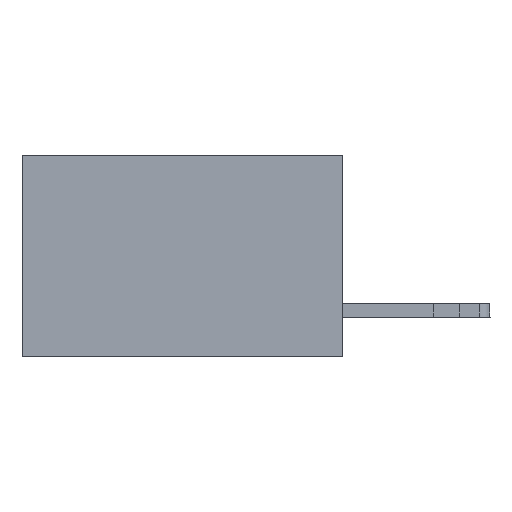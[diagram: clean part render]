
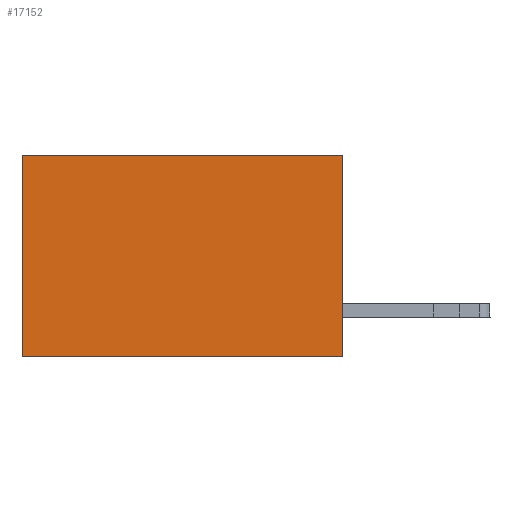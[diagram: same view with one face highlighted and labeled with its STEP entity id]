
A CAD part, left-side view. The second image highlights one B-rep face of the part: STEP entity #17152.
In plain terms, the highlighted planar face has unit normal (-1, 0, 0).
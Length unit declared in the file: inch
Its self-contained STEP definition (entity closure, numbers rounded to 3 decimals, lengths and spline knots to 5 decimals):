
#346 = LINE ( 'NONE', #6929, #11777 ) ;
#441 = EDGE_LOOP ( 'NONE', ( #8411, #3417, #13926, #19738 ) ) ;
#717 = FACE_OUTER_BOUND ( 'NONE', #441, .T. ) ;
#867 = EDGE_CURVE ( 'NONE', #10994, #8572, #11323, .T. ) ;
#1190 = CARTESIAN_POINT ( 'NONE',  ( 0.277, 0., -0.37 ) ) ;
#1508 = VECTOR ( 'NONE', #3094, 39.37008 ) ;
#1967 = CARTESIAN_POINT ( 'NONE',  ( 0.277, 0., 0. ) ) ;
#3094 = DIRECTION ( 'NONE',  ( 0., 1., 0. ) ) ;
#3125 = DIRECTION ( 'NONE',  ( 0., 0., -1. ) ) ;
#3309 = VERTEX_POINT ( 'NONE', #7864 ) ;
#3417 = ORIENTED_EDGE ( 'NONE', *, *, #15711, .F. ) ;
#4037 = EDGE_CURVE ( 'NONE', #10994, #9478, #7465, .T. ) ;
#4658 = CARTESIAN_POINT ( 'NONE',  ( 0.277, 0.59, -0.37 ) ) ;
#5707 = PLANE ( 'NONE',  #9070 ) ;
#5801 = VECTOR ( 'NONE', #6065, 39.37008 ) ;
#6065 = DIRECTION ( 'NONE',  ( 0., 0., -1. ) ) ;
#6170 = LINE ( 'NONE', #4658, #21212 ) ;
#6929 = CARTESIAN_POINT ( 'NONE',  ( 0.277, 0., -0.37 ) ) ;
#7309 = DIRECTION ( 'NONE',  ( 0., 0., -1. ) ) ;
#7465 = LINE ( 'NONE', #1190, #5801 ) ;
#7864 = CARTESIAN_POINT ( 'NONE',  ( 0.277, 0.59, -0.37 ) ) ;
#8411 = ORIENTED_EDGE ( 'NONE', *, *, #9987, .T. ) ;
#8572 = VERTEX_POINT ( 'NONE', #12629 ) ;
#9070 = AXIS2_PLACEMENT_3D ( 'NONE', #12389, #17573, #7309 ) ;
#9478 = VERTEX_POINT ( 'NONE', #9547 ) ;
#9547 = CARTESIAN_POINT ( 'NONE',  ( 0.277, 0., -0.37 ) ) ;
#9987 = EDGE_CURVE ( 'NONE', #8572, #3309, #6170, .T. ) ;
#10309 = DIRECTION ( 'NONE',  ( 0., 1., 0. ) ) ;
#10994 = VERTEX_POINT ( 'NONE', #1967 ) ;
#11323 = LINE ( 'NONE', #14992, #1508 ) ;
#11777 = VECTOR ( 'NONE', #10309, 39.37008 ) ;
#12389 = CARTESIAN_POINT ( 'NONE',  ( 0.277, 0., -0.37 ) ) ;
#12629 = CARTESIAN_POINT ( 'NONE',  ( 0.277, 0.59, 0. ) ) ;
#13926 = ORIENTED_EDGE ( 'NONE', *, *, #4037, .F. ) ;
#14992 = CARTESIAN_POINT ( 'NONE',  ( 0.277, 0., 0. ) ) ;
#15711 = EDGE_CURVE ( 'NONE', #9478, #3309, #346, .T. ) ;
#17152 = ADVANCED_FACE ( 'NONE', ( #717 ), #5707, .F. ) ;
#17573 = DIRECTION ( 'NONE',  ( 1., 0., 0. ) ) ;
#19738 = ORIENTED_EDGE ( 'NONE', *, *, #867, .T. ) ;
#21212 = VECTOR ( 'NONE', #3125, 39.37008 ) ;
